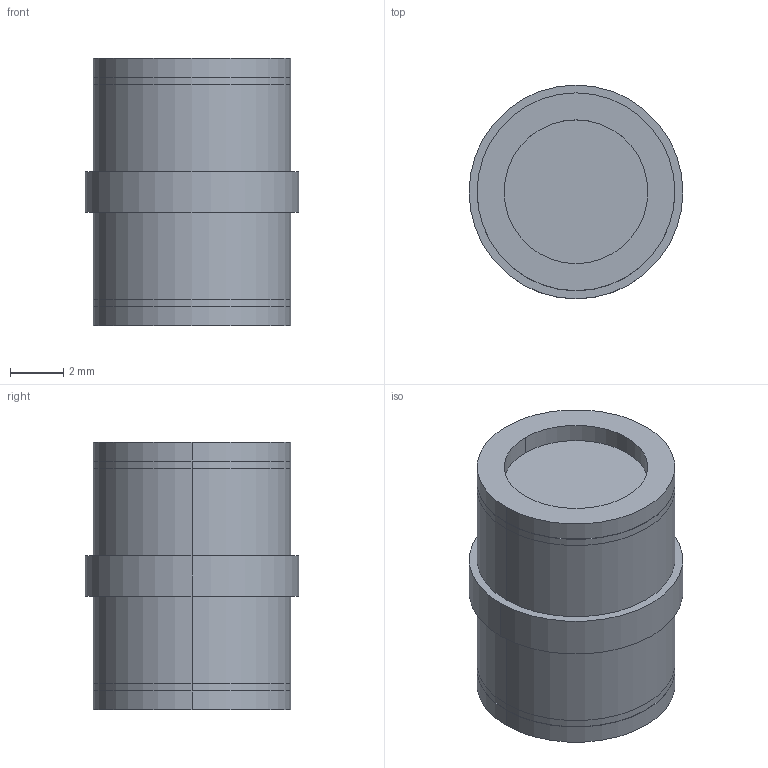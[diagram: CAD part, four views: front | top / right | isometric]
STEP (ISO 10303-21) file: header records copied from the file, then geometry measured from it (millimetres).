
FILE_DESCRIPTION((''),'2;1');
FILE_NAME('2046-XX-A','2013-03-19T',('maxm'),('Bourns, Inc.'),'PRO/ENGINEER BY PARAMETRIC TECHNOLOGY CORPORATION, 2012230','PRO/ENGINEER BY PARAMETRIC TECHNOLOGY CORPORATION, 2012230','');
FILE_SCHEMA(('CONFIG_CONTROL_DESIGN'));
Length unit declared in the file: millimetre
Products named in the file (1): 2046-XX-A
Bounding box: 8 x 8 x 10 mm (x, y, z)
Volume: 408.9 mm3; surface area: 436.1 mm2
Topology: 1 solids, 1 shells, 32 faces, 62 edges, 40 vertices
Faces by surface type: cylinder 22, plane 10
Entity records: 872 total; most frequent: DIRECTION 166, CARTESIAN_POINT 134, ORIENTED_EDGE 124, AXIS2_PLACEMENT_3D 72, EDGE_CURVE 62, VERTEX_POINT 40, EDGE_LOOP 40, CIRCLE 40
